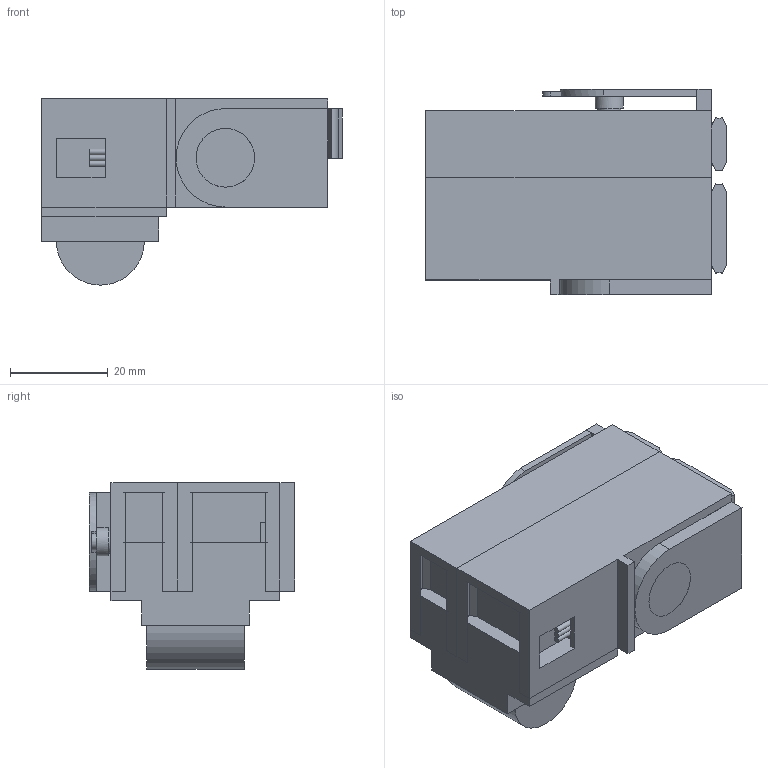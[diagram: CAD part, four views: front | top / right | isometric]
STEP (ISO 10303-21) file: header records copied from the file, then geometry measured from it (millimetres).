
FILE_DESCRIPTION(/* description */ ('','CAx-IF Rec.Pracs.---Representation and Presentation of Product Manufacturing Information (PMI)---4.0---2014-10-13'),/* implementation_level */ '2;1');
FILE_NAME(/* name */ 'Finger_Link_Assembly.step',/* time_stamp */ '2025-01-22T13:49:15Z',/* author */ (''),/* organization */ (''),/* preprocessor_version */ 'ST-DEVELOPER v20',/* originating_system */ 'Autodesk Translation Framework v13.20.0.188',/* authorisation */ '');
FILE_SCHEMA (('AP242_MANAGED_MODEL_BASED_3D_ENGINEERING_MIM_LF { 1 0 10303 442 1 1 4 }'));
Length unit declared in the file: millimetre
Products named in the file (8): Finger_Link_Assembly; DS-R005 v3; Motor_Top_Cap; Motor_Bottom_Cap; Rotator; TactSensor; Servo Horn; Sensor_mount
Assembly tree (7 placements, depth 2):
  Finger_Link_Assembly
    DS-R005 v3
    Motor_Top_Cap
    Motor_Bottom_Cap
    Rotator
    TactSensor
    Servo Horn
    Sensor_mount
Bounding box: 61.53 x 42.03 x 38.15 mm (x, y, z)
Volume: 51631.4 mm3; surface area: 29027.6 mm2
Topology: 11 solids, 11 shells, 226 faces, 569 edges, 378 vertices
Faces by surface type: plane 164, cylinder 62
Full cylindrical faces by diameter (mm): 1 x6, 1.2 x1, 1.5 x1, 2.25 x1, 2.6 x6, 4 x2, 4.7 x1, 5.1 x1, 5.8 x2, 6.47 x1, 6.76 x2, 10.15 x2, 12 x2
Entity records: 7101 total; most frequent: CARTESIAN_POINT 1188, DIRECTION 1183, ORIENTED_EDGE 1138, EDGE_CURVE 569, LINE 437, VECTOR 437, VERTEX_POINT 378, AXIS2_PLACEMENT_3D 373
